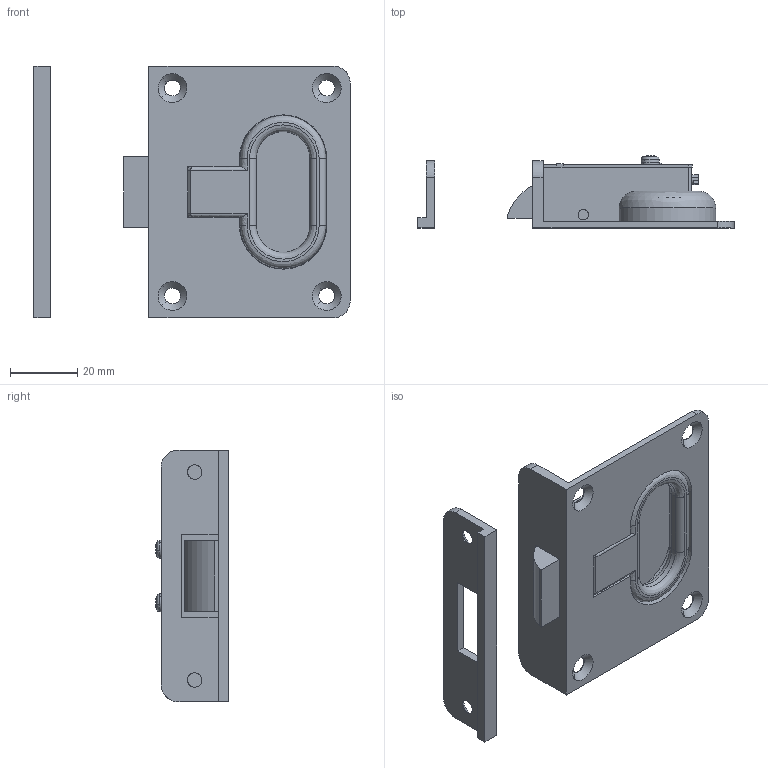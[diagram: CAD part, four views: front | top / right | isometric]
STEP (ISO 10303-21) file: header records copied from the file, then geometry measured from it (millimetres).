
FILE_DESCRIPTION((''),'2;1');
FILE_NAME('','2006-02-22T16:06:04',(''),(''),'','CADfix','');
FILE_SCHEMA(('AUTOMOTIVE_DESIGN'));
Length unit declared in the file: millimetre
Products named in the file (9): screw; shaft; pull; latch; keeper; guide; cover; base; TL_282_1_20343_36
Assembly tree (9 placements, depth 2):
  TL_282_1_20343_36
    screw  x2
    shaft
    pull
    latch
    keeper
    guide
    cover
    base
Bounding box: 94.33 x 21.64 x 75 mm (x, y, z)
Volume: 31877.9 mm3; surface area: 27282.1 mm2
Topology: 9 solids, 9 shells, 269 faces, 882 edges, 636 vertices
Faces by surface type: bspline 269
Entity records: 11186 total; most frequent: CARTESIAN_POINT 6299, ORIENTED_EDGE 1582, EDGE_CURVE 791, VERTEX_POINT 573, QUASI_UNIFORM_CURVE 392, B_SPLINE_CURVE_WITH_KNOTS 385, EDGE_LOOP 270, FACE_OUTER_BOUND 240
